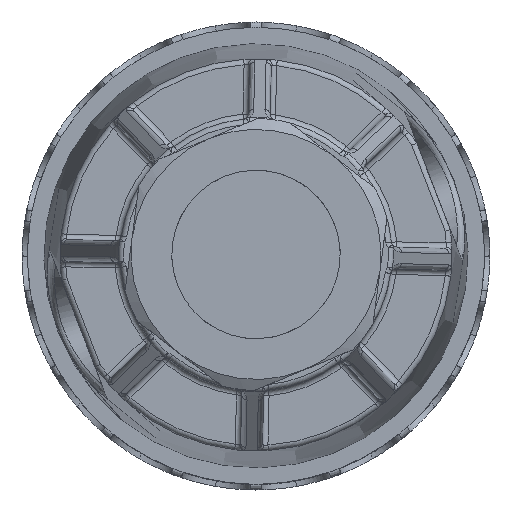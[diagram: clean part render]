
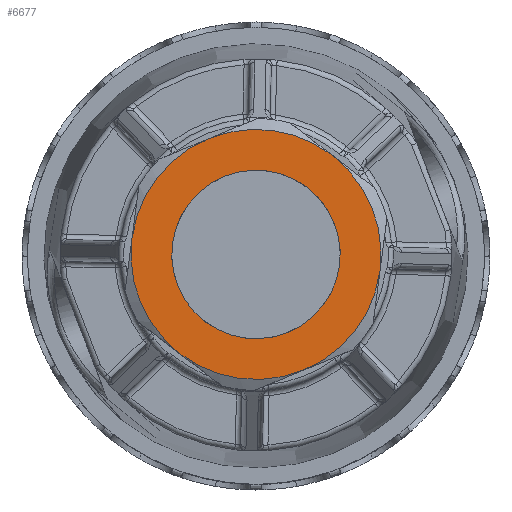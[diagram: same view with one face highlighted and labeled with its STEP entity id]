
A CAD part, top view. The second image highlights one B-rep face of the part: STEP entity #6677.
In plain terms, the highlighted planar face has unit normal (0, 0, 1).
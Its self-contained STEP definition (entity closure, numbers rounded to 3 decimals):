
#753=PLANE('',#22995);
#6677=ADVANCED_FACE('',(#8230,#8231),#753,.T.);
#8230=FACE_BOUND('',#8379,.T.);
#8231=FACE_BOUND('',#8380,.T.);
#8379=EDGE_LOOP('',(#9781));
#8380=EDGE_LOOP('',(#9782,#9783,#9784,#9785,#9786,#9787));
#9781=ORIENTED_EDGE('',*,*,#18722,.T.);
#9782=ORIENTED_EDGE('',*,*,#18763,.T.);
#9783=ORIENTED_EDGE('',*,*,#18762,.T.);
#9784=ORIENTED_EDGE('',*,*,#18733,.T.);
#9785=ORIENTED_EDGE('',*,*,#18740,.T.);
#9786=ORIENTED_EDGE('',*,*,#18744,.T.);
#9787=ORIENTED_EDGE('',*,*,#18726,.T.);
#16502=VERTEX_POINT('',#30765);
#16503=VERTEX_POINT('',#30770);
#16506=VERTEX_POINT('',#30777);
#16511=VERTEX_POINT('',#30792);
#16512=VERTEX_POINT('',#30796);
#16517=VERTEX_POINT('',#30814);
#16528=VERTEX_POINT('',#30877);
#18722=EDGE_CURVE('',#16502,#16502,#22114,.T.);
#18726=EDGE_CURVE('',#16503,#16506,#22116,.T.);
#18733=EDGE_CURVE('',#16511,#16512,#22119,.T.);
#18740=EDGE_CURVE('',#16512,#16517,#22122,.T.);
#18744=EDGE_CURVE('',#16517,#16503,#22124,.T.);
#18762=EDGE_CURVE('',#16528,#16511,#22130,.T.);
#18763=EDGE_CURVE('',#16506,#16528,#22131,.T.);
#22114=CIRCLE('',#22962,7.75);
#22116=CIRCLE('',#22965,11.5);
#22119=CIRCLE('',#22970,11.5);
#22122=CIRCLE('',#22975,11.5);
#22124=CIRCLE('',#22978,11.5);
#22130=CIRCLE('',#22992,11.5);
#22131=CIRCLE('',#22994,11.5);
#22962=AXIS2_PLACEMENT_3D('',#30764,#24941,#24942);
#22965=AXIS2_PLACEMENT_3D('',#30778,#24947,#24948);
#22970=AXIS2_PLACEMENT_3D('',#30797,#24959,#24960);
#22975=AXIS2_PLACEMENT_3D('',#30815,#24971,#24972);
#22978=AXIS2_PLACEMENT_3D('',#30826,#24977,#24978);
#22992=AXIS2_PLACEMENT_3D('',#30880,#25008,#25009);
#22994=AXIS2_PLACEMENT_3D('',#30882,#25012,#25013);
#22995=AXIS2_PLACEMENT_3D('',#30883,#25014,#25015);
#24941=DIRECTION('',(0.,0.,-1.));
#24942=DIRECTION('',(-0.383,0.924,0.));
#24947=DIRECTION('',(0.,0.,1.));
#24948=DIRECTION('',(0.608,0.794,0.));
#24959=DIRECTION('',(0.,0.,1.));
#24960=DIRECTION('',(-0.608,-0.794,0.));
#24971=DIRECTION('',(0.,0.,1.));
#24972=DIRECTION('',(0.383,-0.924,0.));
#24977=DIRECTION('',(0.,0.,1.));
#24978=DIRECTION('',(0.991,-0.13,0.));
#25008=DIRECTION('',(0.,0.,1.));
#25009=DIRECTION('',(-0.991,0.13,0.));
#25012=DIRECTION('',(0.,0.,1.));
#25013=DIRECTION('',(-0.383,0.924,0.));
#25014=DIRECTION('',(0.,0.,1.));
#25015=DIRECTION('',(-0.383,0.924,0.));
#30764=CARTESIAN_POINT('',(0.,0.,106.95));
#30765=CARTESIAN_POINT('',(-2.969,7.159,106.95));
#30770=CARTESIAN_POINT('',(6.997,9.126,106.95));
#30777=CARTESIAN_POINT('',(-4.405,10.623,106.95));
#30778=CARTESIAN_POINT('',(0.,0.,106.95));
#30792=CARTESIAN_POINT('',(-6.997,-9.126,106.95));
#30796=CARTESIAN_POINT('',(4.405,-10.623,106.95));
#30797=CARTESIAN_POINT('',(0.,0.,106.95));
#30814=CARTESIAN_POINT('',(11.402,-1.497,106.95));
#30815=CARTESIAN_POINT('',(0.,0.,106.95));
#30826=CARTESIAN_POINT('',(0.,0.,106.95));
#30877=CARTESIAN_POINT('',(-11.402,1.497,106.95));
#30880=CARTESIAN_POINT('',(0.,0.,106.95));
#30882=CARTESIAN_POINT('',(0.,0.,106.95));
#30883=CARTESIAN_POINT('',(16.531,-6.84,106.95));
